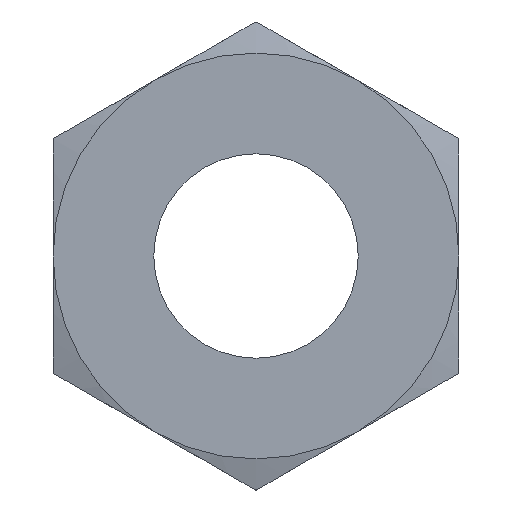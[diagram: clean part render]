
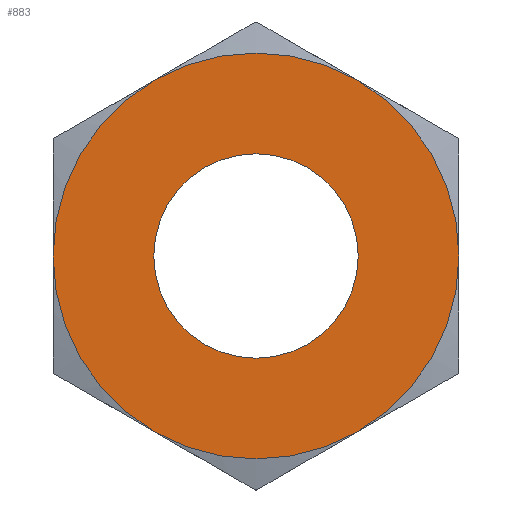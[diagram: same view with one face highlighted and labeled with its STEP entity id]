
A CAD part, front view. The second image highlights one B-rep face of the part: STEP entity #883.
In plain terms, the highlighted planar face has unit normal (0, -1, 0).
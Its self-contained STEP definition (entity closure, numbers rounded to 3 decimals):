
#32=FACE_BOUND('',#212,.T.);
#46=PLANE('',#996);
#146=FACE_OUTER_BOUND('',#211,.T.);
#211=EDGE_LOOP('',(#676,#677,#678,#679,#680,#681));
#212=EDGE_LOOP('',(#682));
#265=CIRCLE('',#960,8.5);
#267=CIRCLE('',#963,8.5);
#269=CIRCLE('',#966,8.5);
#270=CIRCLE('',#968,8.5);
#272=CIRCLE('',#971,8.5);
#274=CIRCLE('',#974,8.5);
#279=CIRCLE('',#988,4.283);
#377=VERTEX_POINT('',#1407);
#379=VERTEX_POINT('',#1413);
#381=VERTEX_POINT('',#1420);
#384=VERTEX_POINT('',#1432);
#387=VERTEX_POINT('',#1447);
#390=VERTEX_POINT('',#1459);
#397=VERTEX_POINT('',#1500);
#467=EDGE_CURVE('',#377,#379,#265,.T.);
#471=EDGE_CURVE('',#381,#377,#267,.T.);
#475=EDGE_CURVE('',#384,#381,#269,.T.);
#477=EDGE_CURVE('',#387,#384,#270,.T.);
#481=EDGE_CURVE('',#390,#387,#272,.T.);
#485=EDGE_CURVE('',#379,#390,#274,.T.);
#499=EDGE_CURVE('',#397,#397,#279,.T.);
#676=ORIENTED_EDGE('',*,*,#485,.T.);
#677=ORIENTED_EDGE('',*,*,#481,.T.);
#678=ORIENTED_EDGE('',*,*,#477,.T.);
#679=ORIENTED_EDGE('',*,*,#475,.T.);
#680=ORIENTED_EDGE('',*,*,#471,.T.);
#681=ORIENTED_EDGE('',*,*,#467,.T.);
#682=ORIENTED_EDGE('',*,*,#499,.T.);
#883=ADVANCED_FACE('',(#146,#32),#46,.T.);
#960=AXIS2_PLACEMENT_3D('',#1417,#1105,#1106);
#963=AXIS2_PLACEMENT_3D('',#1429,#1111,#1112);
#966=AXIS2_PLACEMENT_3D('',#1441,#1117,#1118);
#968=AXIS2_PLACEMENT_3D('',#1448,#1121,#1122);
#971=AXIS2_PLACEMENT_3D('',#1460,#1127,#1128);
#974=AXIS2_PLACEMENT_3D('',#1471,#1133,#1134);
#988=AXIS2_PLACEMENT_3D('',#1501,#1169,#1170);
#996=AXIS2_PLACEMENT_3D('',#1515,#1189,#1190);
#1105=DIRECTION('center_axis',(0.,-1.,0.));
#1106=DIRECTION('ref_axis',(1.,0.,0.));
#1111=DIRECTION('center_axis',(0.,-1.,0.));
#1112=DIRECTION('ref_axis',(1.,0.,0.));
#1117=DIRECTION('center_axis',(0.,-1.,0.));
#1118=DIRECTION('ref_axis',(1.,0.,0.));
#1121=DIRECTION('center_axis',(0.,-1.,0.));
#1122=DIRECTION('ref_axis',(1.,0.,0.));
#1127=DIRECTION('center_axis',(0.,-1.,0.));
#1128=DIRECTION('ref_axis',(1.,0.,0.));
#1133=DIRECTION('center_axis',(0.,-1.,0.));
#1134=DIRECTION('ref_axis',(1.,0.,0.));
#1169=DIRECTION('center_axis',(0.,1.,0.));
#1170=DIRECTION('ref_axis',(1.,0.,0.));
#1189=DIRECTION('center_axis',(0.,-1.,0.));
#1190=DIRECTION('ref_axis',(0.,0.,-1.));
#1407=CARTESIAN_POINT('',(8.5,0.,0.));
#1413=CARTESIAN_POINT('',(4.25,0.,7.361));
#1417=CARTESIAN_POINT('Origin',(0.,0.,0.));
#1420=CARTESIAN_POINT('',(4.25,0.,-7.361));
#1429=CARTESIAN_POINT('Origin',(0.,0.,0.));
#1432=CARTESIAN_POINT('',(-4.25,0.,-7.361));
#1441=CARTESIAN_POINT('Origin',(0.,0.,0.));
#1447=CARTESIAN_POINT('',(-8.5,0.,0.));
#1448=CARTESIAN_POINT('Origin',(0.,0.,0.));
#1459=CARTESIAN_POINT('',(-4.25,0.,7.361));
#1460=CARTESIAN_POINT('Origin',(0.,0.,0.));
#1471=CARTESIAN_POINT('Origin',(0.,0.,0.));
#1500=CARTESIAN_POINT('',(-4.283,0.,0.));
#1501=CARTESIAN_POINT('Origin',(0.,0.,0.));
#1515=CARTESIAN_POINT('Origin',(-9.8,0.,0.));
